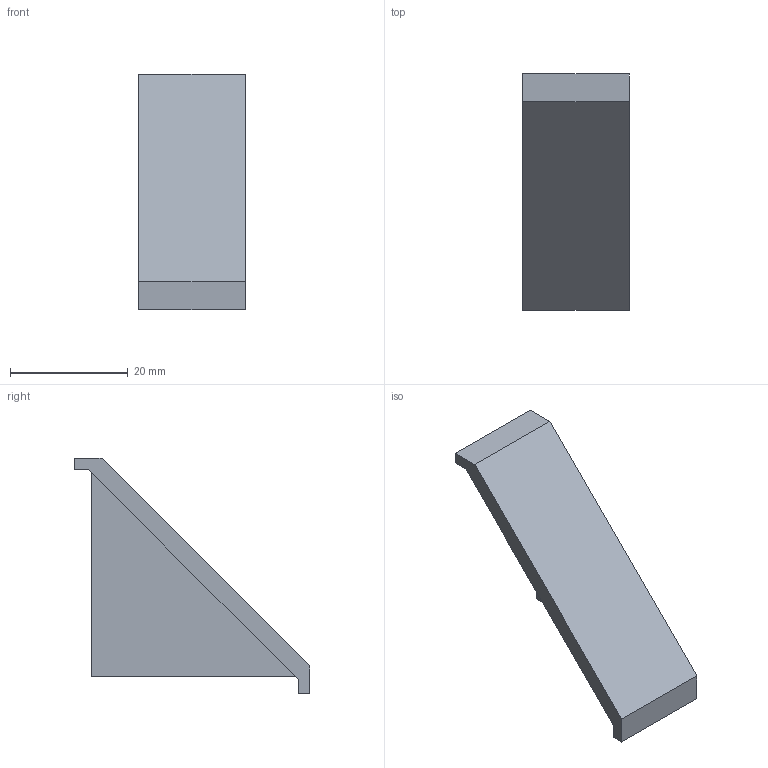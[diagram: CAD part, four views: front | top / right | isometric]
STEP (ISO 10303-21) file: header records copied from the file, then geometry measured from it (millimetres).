
FILE_DESCRIPTION(('STEP AP214'),'1');
FILE_NAME('cctmp_D49A4AB7-96B8-4E8B-B006-74BF409FA494_2020_1_20_8_11_15_889..stp','2020-01-20T07:11:15',('Bosch Rexroth AG'),('CADClick - www.CADClick.com'),'Spatial InterOp 3D',' ','unknown authorization - (Healing Option Enabled)');
FILE_SCHEMA(('AUTOMOTIVE_DESIGN'));
Length unit declared in the file: millimetre
Products named in the file (1): 2020_01_20__08-11-15-889
Bounding box: 18 x 40 x 40 mm (x, y, z)
Volume: 3854.8 mm3; surface area: 3684.5 mm2
Topology: 1 solids, 1 shells, 15 faces, 37 edges, 24 vertices
Faces by surface type: plane 15
Entity records: 579 total; most frequent: CARTESIAN_POINT 77, ORIENTED_EDGE 74, DIRECTION 69, EDGE_CURVE 37, LINE 37, VECTOR 37, VERTEX_POINT 24, STYLED_ITEM 16
